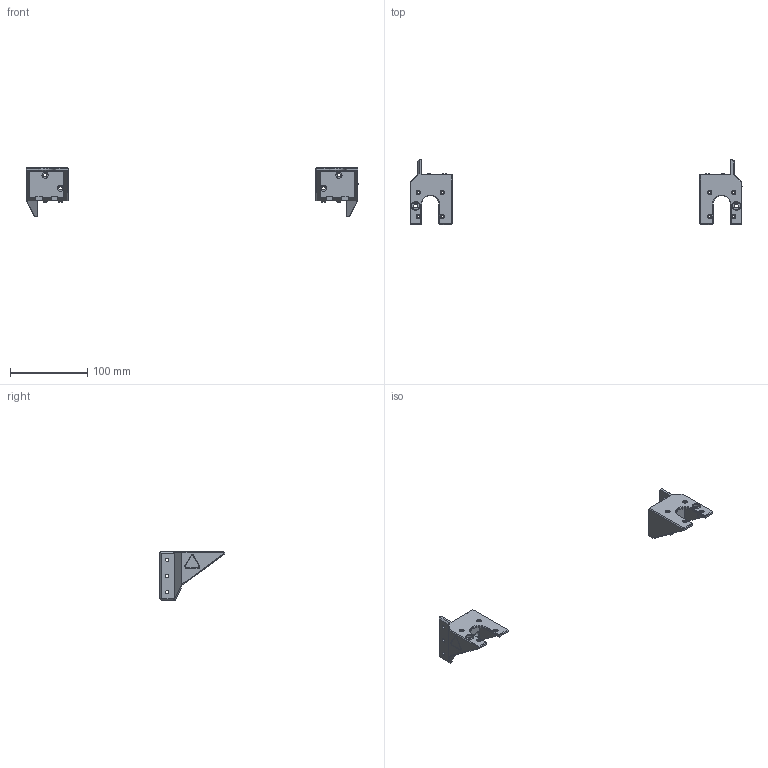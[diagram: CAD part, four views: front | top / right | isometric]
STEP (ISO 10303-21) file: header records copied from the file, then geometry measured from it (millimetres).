
FILE_DESCRIPTION(/* description */ (''),/* implementation_level */ '2;1');
FILE_NAME(/* name */ 'Z_MOTORS_HOLDERS.step',/* time_stamp */ '2021-09-10T00:15:44+02:00',/* author */ (''),/* organization */ (''),/* preprocessor_version */ 'ST-DEVELOPER v18.1',/* originating_system */ 'Autodesk Translation Framework v10.10.0.1391',/* authorisation */ '');
FILE_SCHEMA (('AUTOMOTIVE_DESIGN { 1 0 10303 214 3 1 1 }'));
Length unit declared in the file: millimetre
Products named in the file (2): Z_MOTORS_HOLDERSV2; Z MOTOR HOLDERS
Assembly tree (1 placements, depth 2):
  Z_MOTORS_HOLDERSV2
    Z MOTOR HOLDERS
Bounding box: 429.33 x 84.08 x 63.08 mm (x, y, z)
Volume: 113914.8 mm3; surface area: 37155.2 mm2
Topology: 2 solids, 18 shells, 598 faces, 1528 edges, 984 vertices
Faces by surface type: plane 441, bspline 114, cylinder 36, cone 7
Full cylindrical faces by diameter (mm): 3.5 x8, 4.3 x2, 4.4 x8, 5 x2, 5.75 x8, 8 x4, 10.1 x2
Entity records: 18187 total; most frequent: CARTESIAN_POINT 4452, ORIENTED_EDGE 3056, DIRECTION 2429, EDGE_CURVE 1528, LINE 1143, VECTOR 1143, VERTEX_POINT 984, EDGE_LOOP 656
